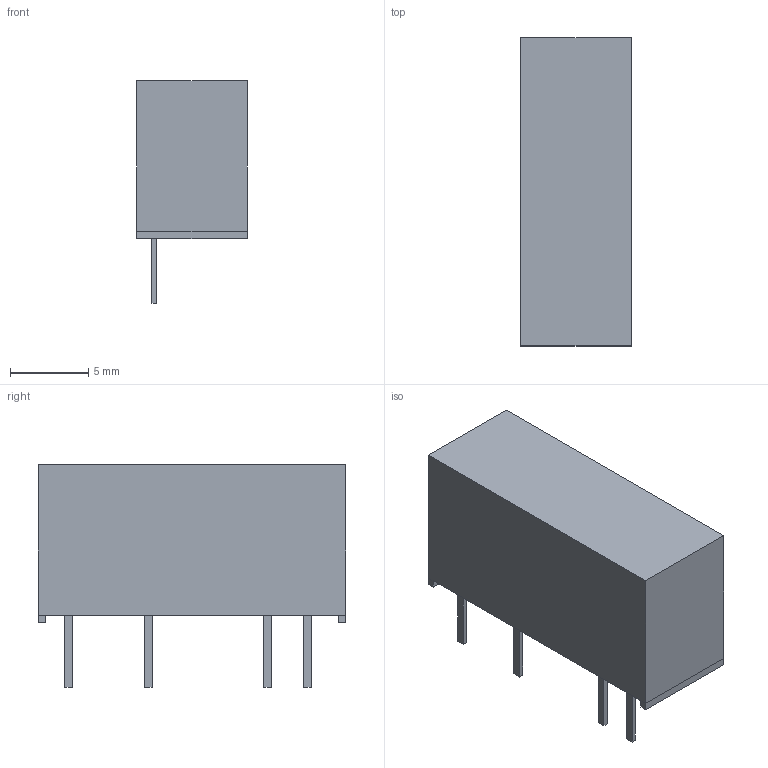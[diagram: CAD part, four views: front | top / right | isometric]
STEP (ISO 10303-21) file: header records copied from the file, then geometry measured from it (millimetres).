
FILE_DESCRIPTION(('FreeCAD Model'),'2;1');
FILE_NAME('Open CASCADE Shape Model','2025-11-19T16:19:55',('Author'),( ''),'Open CASCADE STEP processor 7.8','FreeCAD','Unknown');
FILE_SCHEMA(('AUTOMOTIVE_DESIGN { 1 0 10303 214 1 1 1 1 }'));
Length unit declared in the file: millimetre
Products named in the file (6): AM3DS-0505SH30LPZ; Pin1; Pin2; Pin5; Pin7; Shell
Assembly tree (5 placements, depth 2):
  AM3DS-0505SH30LPZ
    Pin1
    Pin2
    Pin5
    Pin7
    Shell
Bounding box: 7.05 x 19.65 x 14.2 mm (x, y, z)
Volume: 2.8 mm3; surface area: 835.3 mm2
Topology: 4 solids, 5 shells, 40 faces, 82 edges, 52 vertices
Faces by surface type: plane 40
Entity records: 1167 total; most frequent: CARTESIAN_POINT 180, DIRECTION 174, ORIENTED_EDGE 164, EDGE_CURVE 82, LINE 82, VECTOR 82, VERTEX_POINT 52, AXIS2_PLACEMENT_3D 46
